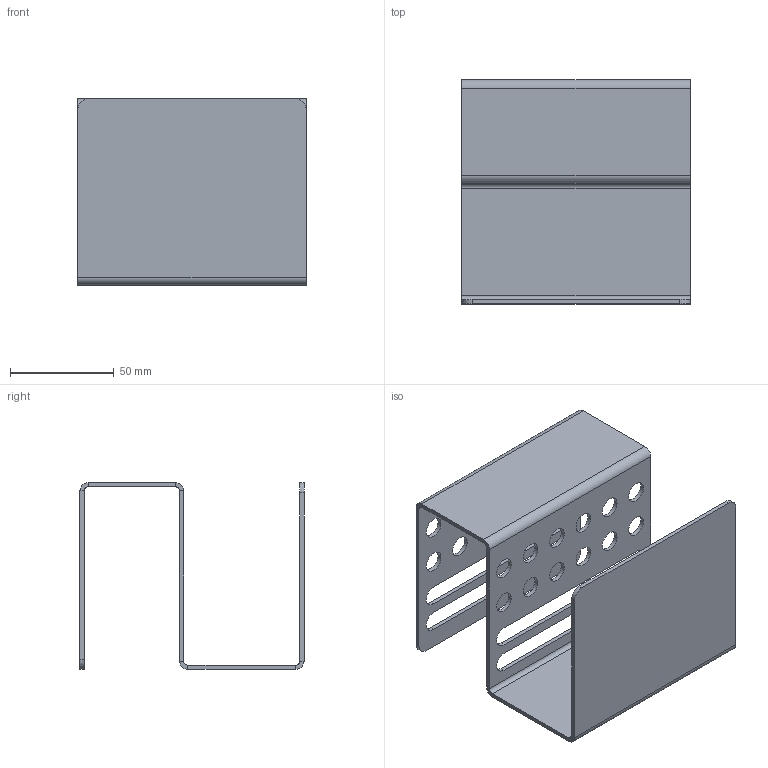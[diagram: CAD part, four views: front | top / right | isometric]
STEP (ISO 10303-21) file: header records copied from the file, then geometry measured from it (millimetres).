
FILE_DESCRIPTION(/* description */ (''),/* implementation_level */ '2;1');
FILE_NAME(/* name */ 'WP-11.step',/* time_stamp */ '2024-09-13T23:17:26+05:30',/* author */ (''),/* organization */ (''),/* preprocessor_version */ 'ST-DEVELOPER v20',/* originating_system */ 'Autodesk Translation Framework v13.14.0.145',/* authorisation */ '');
FILE_SCHEMA (('AUTOMOTIVE_DESIGN { 1 0 10303 214 3 1 1 }'));
Length unit declared in the file: millimetre
Products named in the file (1): WP-11
Bounding box: 110 x 108 x 90 mm (x, y, z)
Volume: 69065.8 mm3; surface area: 74155.3 mm2
Topology: 1 solids, 1 shells, 82 faces, 208 edges, 128 vertices
Faces by surface type: cylinder 44, plane 38
Full cylindrical faces by diameter (mm): 10 x24
Entity records: 2609 total; most frequent: DIRECTION 462, CARTESIAN_POINT 419, ORIENTED_EDGE 416, EDGE_CURVE 208, AXIS2_PLACEMENT_3D 171, EDGE_LOOP 138, VERTEX_POINT 128, LINE 120
